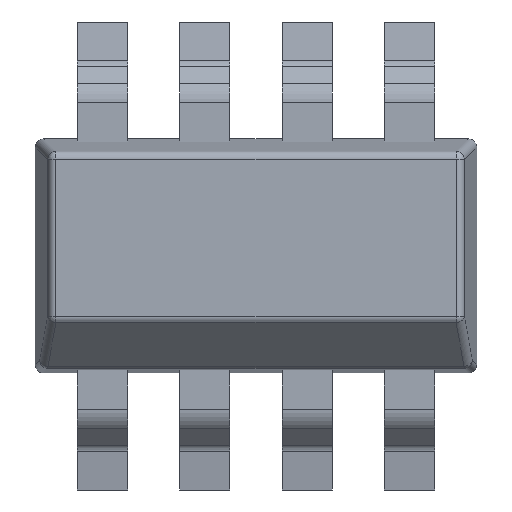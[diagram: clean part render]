
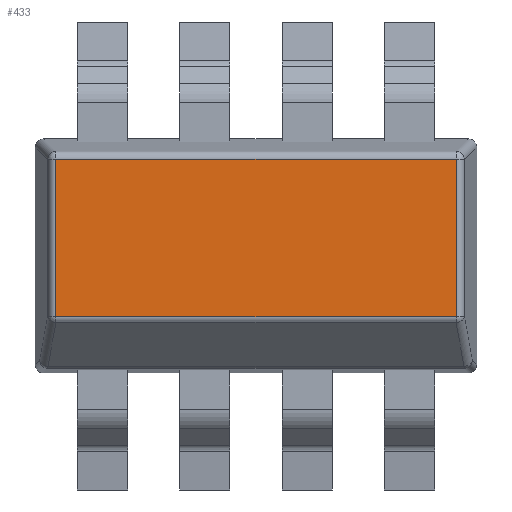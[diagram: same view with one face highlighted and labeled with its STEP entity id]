
A CAD part, top view. The second image highlights one B-rep face of the part: STEP entity #433.
In plain terms, the highlighted planar face has unit normal (0, 0, 1).
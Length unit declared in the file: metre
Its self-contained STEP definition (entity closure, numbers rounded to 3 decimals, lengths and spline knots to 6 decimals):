
#433 = ADVANCED_FACE( '', ( #728 ), #729, .F. );
#728 = FACE_OUTER_BOUND( '', #1032, .T. );
#729 = PLANE( '', #1033 );
#1032 = EDGE_LOOP( '', ( #2168, #2169, #2170, #2171 ) );
#1033 = AXIS2_PLACEMENT_3D( '', #2172, #2173, #2174 );
#2168 = ORIENTED_EDGE( '', *, *, #2588, .T. );
#2169 = ORIENTED_EDGE( '', *, *, #2585, .T. );
#2170 = ORIENTED_EDGE( '', *, *, #2551, .T. );
#2171 = ORIENTED_EDGE( '', *, *, #2554, .T. );
#2172 = CARTESIAN_POINT( '', ( 0., 0., 0.0016 ) );
#2173 = DIRECTION( '', ( 0., 0., -1. ) );
#2174 = DIRECTION( '', ( -1., 0., 0. ) );
#2551 = EDGE_CURVE( '', #3116, #3089, #3128, .T. );
#2554 = EDGE_CURVE( '', #3089, #3119, #3131, .T. );
#2585 = EDGE_CURVE( '', #3170, #3116, #3178, .F. );
#2588 = EDGE_CURVE( '', #3119, #3170, #3181, .F. );
#3089 = VERTEX_POINT( '', #3917 );
#3116 = VERTEX_POINT( '', #3966 );
#3119 = VERTEX_POINT( '', #3969 );
#3128 = LINE( '', #3980, #3981 );
#3131 = LINE( '', #3986, #3987 );
#3170 = VERTEX_POINT( '', #4050 );
#3178 = LINE( '', #4060, #4061 );
#3181 = LINE( '', #4066, #4067 );
#3917 = CARTESIAN_POINT( '', ( 0.002992, 0.001442, 0.0016 ) );
#3966 = CARTESIAN_POINT( '', ( 0.002992, -0.000909, 0.0016 ) );
#3969 = CARTESIAN_POINT( '', ( -0.002992, 0.001442, 0.0016 ) );
#3980 = CARTESIAN_POINT( '', ( 0.002992, 0.001547, 0.0016 ) );
#3981 = VECTOR( '', #4554, 1. );
#3986 = CARTESIAN_POINT( '', ( -0.003097, 0.001442, 0.0016 ) );
#3987 = VECTOR( '', #4557, 1. );
#4050 = CARTESIAN_POINT( '', ( -0.002992, -0.000909, 0.0016 ) );
#4060 = CARTESIAN_POINT( '', ( 0.003097, -0.000909, 0.0016 ) );
#4061 = VECTOR( '', #4609, 1. );
#4066 = CARTESIAN_POINT( '', ( -0.002992, -0.000962, 0.0016 ) );
#4067 = VECTOR( '', #4612, 1. );
#4554 = DIRECTION( '', ( 0., 1., 0. ) );
#4557 = DIRECTION( '', ( -1., 0., 0. ) );
#4609 = DIRECTION( '', ( -1., 0., 0. ) );
#4612 = DIRECTION( '', ( 0., 1., 0. ) );
